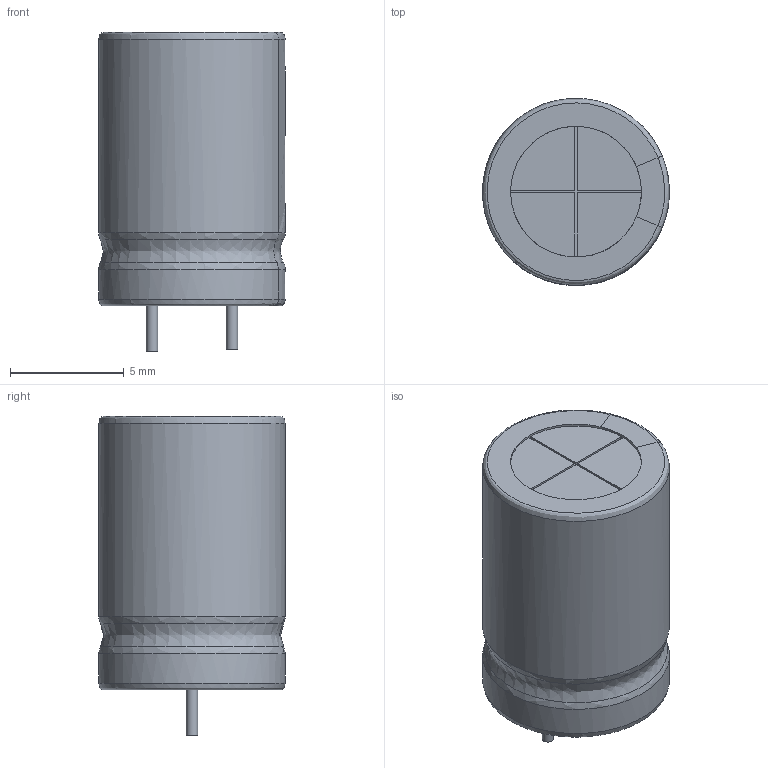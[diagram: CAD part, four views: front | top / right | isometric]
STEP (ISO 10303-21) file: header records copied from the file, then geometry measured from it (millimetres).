
FILE_DESCRIPTION(('FreeCAD Model'),'2;1');
FILE_NAME('Open CASCADE Shape Model','2022-05-15T13:48:41',('Author'),( ''),'Open CASCADE STEP processor 7.5','FreeCAD','Unknown');
FILE_SCHEMA(('AUTOMOTIVE_DESIGN { 1 0 10303 214 1 1 1 1 }'));
Length unit declared in the file: millimetre
Products named in the file (6): top-Plate-scaled; Bottom-scaled; Pins001; Shrink-Tube-blacke-scaled_12.0mm; Golden-stripe-scaled_12.0mm; Black-stripes-scaled_12.0mm
Bounding box: 8.2 x 8.2 x 14 mm (x, y, z)
Surface area: 427.9 mm2 (no closed solid volume)
Topology: 0 solids, 49 shells, 49 faces, 248 edges, 246 vertices
Faces by surface type: bspline 45, cylinder 2, plane 2
Full cylindrical faces by diameter (mm): 0.5 x2
Entity records: 6660 total; most frequent: CARTESIAN_POINT 3927, B_SPLINE_CURVE_WITH_KNOTS 382, ORIENTED_EDGE 250, PCURVE 250, DEFINITIONAL_REPRESENTATION 250, EDGE_CURVE 248, VERTEX_POINT 246, SURFACE_CURVE 246
